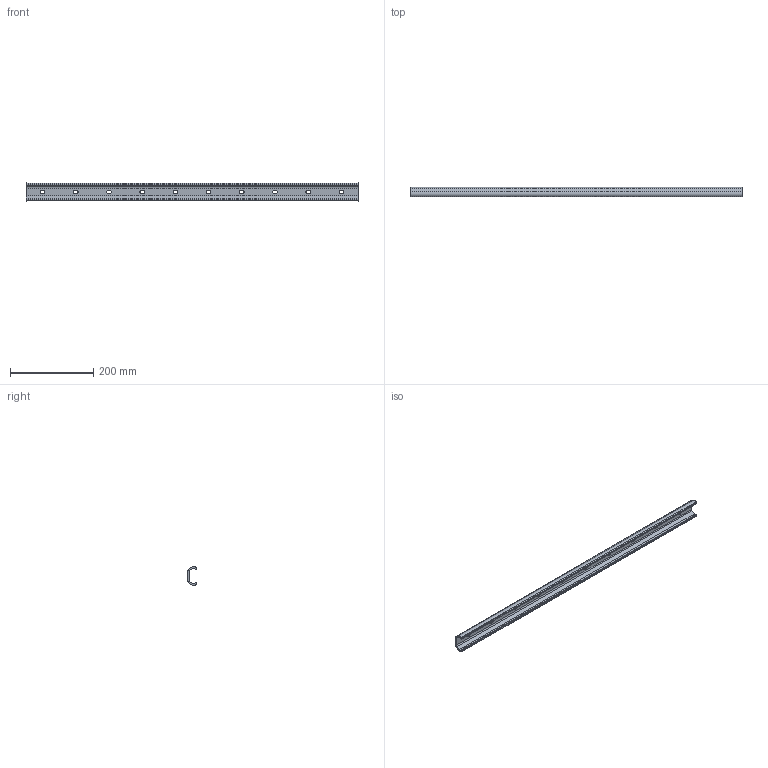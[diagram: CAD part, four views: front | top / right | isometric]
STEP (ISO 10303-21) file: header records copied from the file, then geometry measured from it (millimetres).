
FILE_DESCRIPTION((''),'2;1');
FILE_NAME('S-LBX 45-0800.stp','2014-08-20T13:41:16',('VSkokov'),(''),'Autodesk Inventor 2012','Autodesk Inventor 2012','');
FILE_SCHEMA(('AUTOMOTIVE_DESIGN { 1 0 10303 214 1 1 1 1 }'));
Length unit declared in the file: millimetre
Products named in the file (1): S-LBX 45-0800
Bounding box: 800 x 22.03 x 45.64 mm (x, y, z)
Volume: 223261.9 mm3; surface area: 119248.4 mm2
Topology: 1 solids, 1 shells, 84 faces, 214 edges, 132 vertices
Faces by surface type: plane 52, cylinder 32
Entity records: 2572 total; most frequent: DIRECTION 448, CARTESIAN_POINT 431, ORIENTED_EDGE 428, EDGE_CURVE 214, VECTOR 150, LINE 150, AXIS2_PLACEMENT_3D 149, VERTEX_POINT 132
